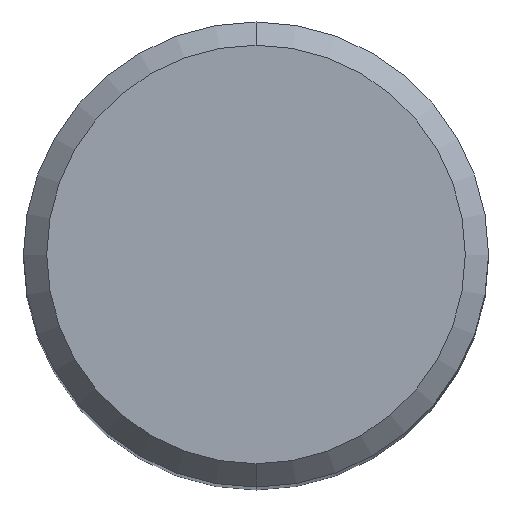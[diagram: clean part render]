
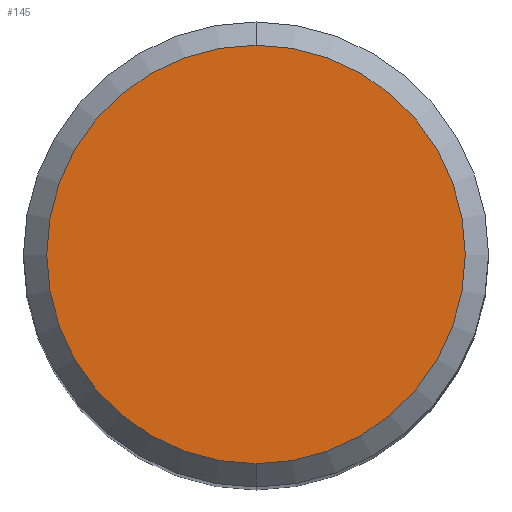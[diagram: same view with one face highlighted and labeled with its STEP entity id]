
A CAD part, top view. The second image highlights one B-rep face of the part: STEP entity #145.
In plain terms, the highlighted planar face has unit normal (0, 0, 1).
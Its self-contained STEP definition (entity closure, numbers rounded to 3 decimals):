
#135=VERTEX_POINT('',#291);
#145=ADVANCED_FACE('',(#303),#304,.T.);
#167=EDGE_CURVE('',#135,#225,#329,.T.);
#181=EDGE_CURVE('',#225,#135,#344,.T.);
#225=VERTEX_POINT('',#393);
#291=CARTESIAN_POINT('',(0.,-4.5,0.0));
#303=FACE_OUTER_BOUND('',#480,.T.);
#304=PLANE('',#481);
#329=CIRCLE('',#515,4.5);
#344=CIRCLE('',#534,4.5);
#393=CARTESIAN_POINT('',(0.0,4.5,0.0));
#480=EDGE_LOOP('',(#677,#678));
#481=AXIS2_PLACEMENT_3D('',#679,#680,#681);
#515=AXIS2_PLACEMENT_3D('',#714,#715,#716);
#534=AXIS2_PLACEMENT_3D('',#728,#729,#730);
#677=ORIENTED_EDGE('',*,*,#181,.F.);
#678=ORIENTED_EDGE('',*,*,#167,.F.);
#679=CARTESIAN_POINT('',(0.0,2.25,0.0));
#680=DIRECTION('',(-0.0,0.0,1.0));
#681=DIRECTION('',(0.0,-1.0,0.0));
#714=CARTESIAN_POINT('',(0.0,0.0,0.0));
#715=DIRECTION('',(0.0,0.0,-1.0));
#716=DIRECTION('',(0.0,1.0,0.0));
#728=CARTESIAN_POINT('',(0.0,0.0,0.0));
#729=DIRECTION('',(0.0,0.0,-1.0));
#730=DIRECTION('',(0.0,1.0,0.0));
